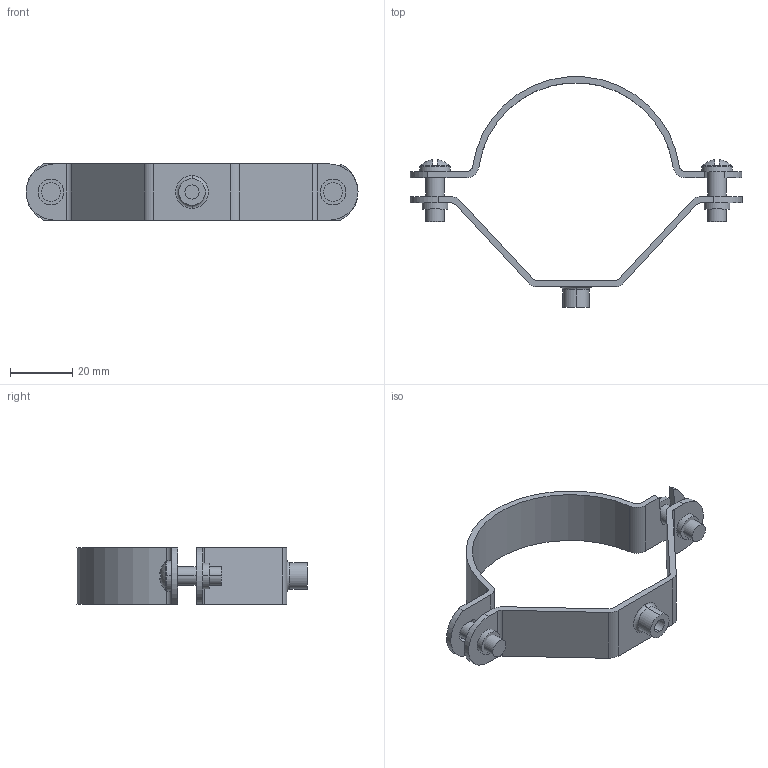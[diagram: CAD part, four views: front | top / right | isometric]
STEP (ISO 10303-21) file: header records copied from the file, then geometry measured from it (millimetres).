
FILE_DESCRIPTION (( 'STEP AP214' ), '1' );
FILE_NAME ('1383507.stp', '2018-01-17T10:00:43', ( '' ), ( '' ), 'SwSTEP 2.0', 'SolidWorks 2016', '' );
FILE_SCHEMA (( 'AUTOMOTIVE_DESIGN' ));
Length unit declared in the file: millimetre
Products named in the file (4): BW002_M6 x 16; EM410-63-02_Standard; EM410-63-01_Standard; 1383507
Assembly tree (4 placements, depth 2):
  1383507
    EM410-63-01_Standard
    EM410-63-02_Standard
    BW002_M6 x 16  x2
Bounding box: 106.5 x 73.85 x 18 mm (x, y, z)
Volume: 10708.6 mm3; surface area: 11855.3 mm2
Topology: 4 solids, 4 shells, 138 faces, 345 edges, 216 vertices
Faces by surface type: plane 73, cylinder 37, cone 16, torus 8, sphere 4
Entity records: 3209 total; most frequent: DIRECTION 577, CARTESIAN_POINT 543, ORIENTED_EDGE 502, EDGE_CURVE 251, AXIS2_PLACEMENT_3D 227, VERTEX_POINT 161, VECTOR 123, LINE 123
